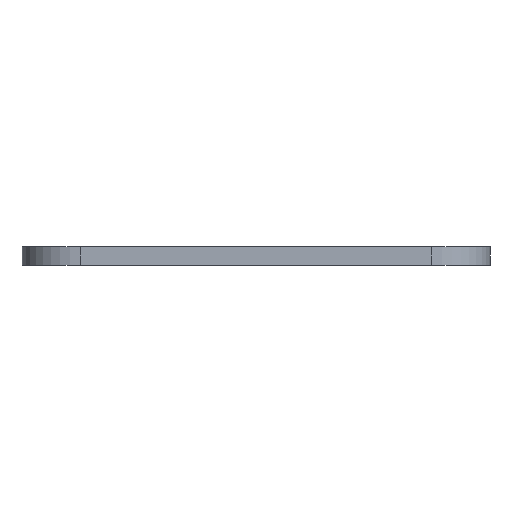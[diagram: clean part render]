
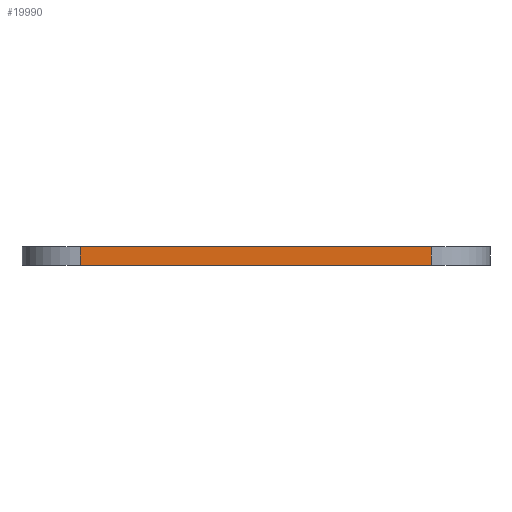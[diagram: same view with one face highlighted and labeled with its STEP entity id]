
A CAD part, left-side view. The second image highlights one B-rep face of the part: STEP entity #19990.
In plain terms, the highlighted planar face has unit normal (-1, 0, 0).
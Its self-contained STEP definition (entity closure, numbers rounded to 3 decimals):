
#84 = PLANE('',#85);
#85 = AXIS2_PLACEMENT_3D('',#86,#87,#88);
#86 = CARTESIAN_POINT('',(145.,-75.,1.6));
#87 = DIRECTION('',(-0.,-0.,-1.));
#88 = DIRECTION('',(-1.,0.,0.));
#143 = PLANE('',#144);
#144 = AXIS2_PLACEMENT_3D('',#145,#146,#147);
#145 = CARTESIAN_POINT('',(145.,-75.,0.));
#146 = DIRECTION('',(-0.,-0.,-1.));
#147 = DIRECTION('',(-1.,0.,0.));
#373 = VERTEX_POINT('',#374);
#374 = CARTESIAN_POINT('',(85.,-90.,0.));
#393 = CYLINDRICAL_SURFACE('',#394,5.);
#394 = AXIS2_PLACEMENT_3D('',#395,#396,#397);
#395 = CARTESIAN_POINT('',(90.,-90.,0.));
#396 = DIRECTION('',(-0.,-0.,-1.));
#397 = DIRECTION('',(1.,0.,-0.));
#405 = EDGE_CURVE('',#373,#406,#408,.T.);
#406 = VERTEX_POINT('',#407);
#407 = CARTESIAN_POINT('',(85.,-60.,0.));
#408 = SURFACE_CURVE('',#409,(#413,#420),.PCURVE_S1.);
#409 = LINE('',#410,#411);
#410 = CARTESIAN_POINT('',(85.,-90.,0.));
#411 = VECTOR('',#412,1.);
#412 = DIRECTION('',(0.,1.,0.));
#413 = PCURVE('',#143,#414);
#414 = DEFINITIONAL_REPRESENTATION('',(#415),#419);
#415 = LINE('',#416,#417);
#416 = CARTESIAN_POINT('',(60.,-15.));
#417 = VECTOR('',#418,1.);
#418 = DIRECTION('',(0.,1.));
#419 = ( GEOMETRIC_REPRESENTATION_CONTEXT(2) 
PARAMETRIC_REPRESENTATION_CONTEXT() REPRESENTATION_CONTEXT('2D SPACE',''
  ) );
#420 = PCURVE('',#421,#426);
#421 = PLANE('',#422);
#422 = AXIS2_PLACEMENT_3D('',#423,#424,#425);
#423 = CARTESIAN_POINT('',(85.,-90.,0.));
#424 = DIRECTION('',(-1.,0.,0.));
#425 = DIRECTION('',(0.,1.,0.));
#426 = DEFINITIONAL_REPRESENTATION('',(#427),#431);
#427 = LINE('',#428,#429);
#428 = CARTESIAN_POINT('',(0.,0.));
#429 = VECTOR('',#430,1.);
#430 = DIRECTION('',(1.,0.));
#431 = ( GEOMETRIC_REPRESENTATION_CONTEXT(2) 
PARAMETRIC_REPRESENTATION_CONTEXT() REPRESENTATION_CONTEXT('2D SPACE',''
  ) );
#454 = CYLINDRICAL_SURFACE('',#455,5.);
#455 = AXIS2_PLACEMENT_3D('',#456,#457,#458);
#456 = CARTESIAN_POINT('',(90.,-60.,0.));
#457 = DIRECTION('',(-0.,-0.,-1.));
#458 = DIRECTION('',(1.,0.,-0.));
#10961 = VERTEX_POINT('',#10962);
#10962 = CARTESIAN_POINT('',(85.,-90.,1.6));
#10988 = EDGE_CURVE('',#10961,#10989,#10991,.T.);
#10989 = VERTEX_POINT('',#10990);
#10990 = CARTESIAN_POINT('',(85.,-60.,1.6));
#10991 = SURFACE_CURVE('',#10992,(#10996,#11003),.PCURVE_S1.);
#10992 = LINE('',#10993,#10994);
#10993 = CARTESIAN_POINT('',(85.,-90.,1.6));
#10994 = VECTOR('',#10995,1.);
#10995 = DIRECTION('',(0.,1.,0.));
#10996 = PCURVE('',#84,#10997);
#10997 = DEFINITIONAL_REPRESENTATION('',(#10998),#11002);
#10998 = LINE('',#10999,#11000);
#10999 = CARTESIAN_POINT('',(60.,-15.));
#11000 = VECTOR('',#11001,1.);
#11001 = DIRECTION('',(0.,1.));
#11002 = ( GEOMETRIC_REPRESENTATION_CONTEXT(2) 
PARAMETRIC_REPRESENTATION_CONTEXT() REPRESENTATION_CONTEXT('2D SPACE',''
  ) );
#11003 = PCURVE('',#421,#11004);
#11004 = DEFINITIONAL_REPRESENTATION('',(#11005),#11009);
#11005 = LINE('',#11006,#11007);
#11006 = CARTESIAN_POINT('',(0.,-1.6));
#11007 = VECTOR('',#11008,1.);
#11008 = DIRECTION('',(1.,0.));
#11009 = ( GEOMETRIC_REPRESENTATION_CONTEXT(2) 
PARAMETRIC_REPRESENTATION_CONTEXT() REPRESENTATION_CONTEXT('2D SPACE',''
  ) );
#19940 = EDGE_CURVE('',#373,#10961,#19941,.T.);
#19941 = SURFACE_CURVE('',#19942,(#19946,#19953),.PCURVE_S1.);
#19942 = LINE('',#19943,#19944);
#19943 = CARTESIAN_POINT('',(85.,-90.,0.));
#19944 = VECTOR('',#19945,1.);
#19945 = DIRECTION('',(0.,0.,1.));
#19946 = PCURVE('',#393,#19947);
#19947 = DEFINITIONAL_REPRESENTATION('',(#19948),#19952);
#19948 = LINE('',#19949,#19950);
#19949 = CARTESIAN_POINT('',(-3.142,0.));
#19950 = VECTOR('',#19951,1.);
#19951 = DIRECTION('',(-0.,-1.));
#19952 = ( GEOMETRIC_REPRESENTATION_CONTEXT(2) 
PARAMETRIC_REPRESENTATION_CONTEXT() REPRESENTATION_CONTEXT('2D SPACE',''
  ) );
#19953 = PCURVE('',#421,#19954);
#19954 = DEFINITIONAL_REPRESENTATION('',(#19955),#19959);
#19955 = LINE('',#19956,#19957);
#19956 = CARTESIAN_POINT('',(0.,0.));
#19957 = VECTOR('',#19958,1.);
#19958 = DIRECTION('',(0.,-1.));
#19959 = ( GEOMETRIC_REPRESENTATION_CONTEXT(2) 
PARAMETRIC_REPRESENTATION_CONTEXT() REPRESENTATION_CONTEXT('2D SPACE',''
  ) );
#19990 = ADVANCED_FACE('',(#19991),#421,.T.);
#19991 = FACE_BOUND('',#19992,.T.);
#19992 = EDGE_LOOP('',(#19993,#19994,#19995,#20016));
#19993 = ORIENTED_EDGE('',*,*,#19940,.T.);
#19994 = ORIENTED_EDGE('',*,*,#10988,.T.);
#19995 = ORIENTED_EDGE('',*,*,#19996,.F.);
#19996 = EDGE_CURVE('',#406,#10989,#19997,.T.);
#19997 = SURFACE_CURVE('',#19998,(#20002,#20009),.PCURVE_S1.);
#19998 = LINE('',#19999,#20000);
#19999 = CARTESIAN_POINT('',(85.,-60.,0.));
#20000 = VECTOR('',#20001,1.);
#20001 = DIRECTION('',(0.,0.,1.));
#20002 = PCURVE('',#421,#20003);
#20003 = DEFINITIONAL_REPRESENTATION('',(#20004),#20008);
#20004 = LINE('',#20005,#20006);
#20005 = CARTESIAN_POINT('',(30.,0.));
#20006 = VECTOR('',#20007,1.);
#20007 = DIRECTION('',(0.,-1.));
#20008 = ( GEOMETRIC_REPRESENTATION_CONTEXT(2) 
PARAMETRIC_REPRESENTATION_CONTEXT() REPRESENTATION_CONTEXT('2D SPACE',''
  ) );
#20009 = PCURVE('',#454,#20010);
#20010 = DEFINITIONAL_REPRESENTATION('',(#20011),#20015);
#20011 = LINE('',#20012,#20013);
#20012 = CARTESIAN_POINT('',(-3.142,0.));
#20013 = VECTOR('',#20014,1.);
#20014 = DIRECTION('',(-0.,-1.));
#20015 = ( GEOMETRIC_REPRESENTATION_CONTEXT(2) 
PARAMETRIC_REPRESENTATION_CONTEXT() REPRESENTATION_CONTEXT('2D SPACE',''
  ) );
#20016 = ORIENTED_EDGE('',*,*,#405,.F.);
